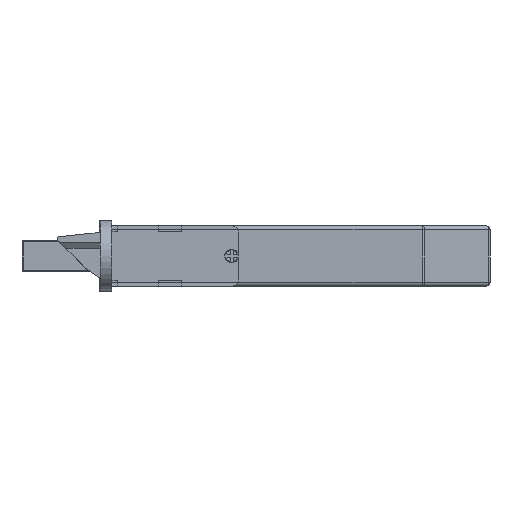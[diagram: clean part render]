
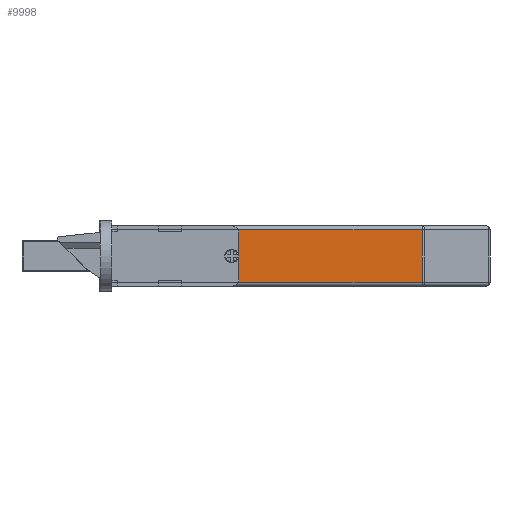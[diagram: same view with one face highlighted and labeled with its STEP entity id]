
A CAD part, front view. The second image highlights one B-rep face of the part: STEP entity #9998.
In plain terms, the highlighted planar face has unit normal (0, -1, 0).
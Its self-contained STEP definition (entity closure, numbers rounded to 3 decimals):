
#71 = DIRECTION ( 'NONE',  ( 0., 0., -1. ) ) ;
#80 = LINE ( 'NONE', #3317, #726 ) ;
#265 = CARTESIAN_POINT ( 'NONE',  ( 44.75, -14.7, 4.25 ) ) ;
#478 = DIRECTION ( 'NONE',  ( 0., -1., 0. ) ) ;
#726 = VECTOR ( 'NONE', #6492, 1000. ) ;
#1039 = EDGE_LOOP ( 'NONE', ( #10443, #7471, #5522, #5704 ) ) ;
#1237 = LINE ( 'NONE', #6225, #1661 ) ;
#1613 = CARTESIAN_POINT ( 'NONE',  ( 14., -14.7, 12.75 ) ) ;
#1661 = VECTOR ( 'NONE', #7680, 1000. ) ;
#2744 = VERTEX_POINT ( 'NONE', #6691 ) ;
#2926 = EDGE_CURVE ( 'NONE', #2744, #6000, #1237, .T. ) ;
#3098 = CARTESIAN_POINT ( 'NONE',  ( 14., -14.7, -1.75 ) ) ;
#3317 = CARTESIAN_POINT ( 'NONE',  ( 93.586, -14.7, -1.75 ) ) ;
#3640 = FACE_BOUND ( 'NONE', #3874, .T. ) ;
#3751 = VERTEX_POINT ( 'NONE', #6084 ) ;
#3779 = DIRECTION ( 'NONE',  ( 0., 0., -1. ) ) ;
#3874 = EDGE_LOOP ( 'NONE', ( #4409, #9497 ) ) ;
#3888 = EDGE_CURVE ( 'NONE', #2744, #5619, #8655, .T. ) ;
#3909 = VERTEX_POINT ( 'NONE', #3978 ) ;
#3978 = CARTESIAN_POINT ( 'NONE',  ( 93.586, -14.7, 12.75 ) ) ;
#4210 = DIRECTION ( 'NONE',  ( 0., -1., 0. ) ) ;
#4369 = AXIS2_PLACEMENT_3D ( 'NONE', #6533, #4210, #71 ) ;
#4409 = ORIENTED_EDGE ( 'NONE', *, *, #8367, .F. ) ;
#5233 = PLANE ( 'NONE',  #6805 ) ;
#5453 = CARTESIAN_POINT ( 'NONE',  ( 14., -14.7, -1.75 ) ) ;
#5522 = ORIENTED_EDGE ( 'NONE', *, *, #5639, .T. ) ;
#5554 = DIRECTION ( 'NONE',  ( 0., 0., 1. ) ) ;
#5619 = VERTEX_POINT ( 'NONE', #10230 ) ;
#5639 = EDGE_CURVE ( 'NONE', #6000, #3909, #80, .T. ) ;
#5704 = ORIENTED_EDGE ( 'NONE', *, *, #8895, .T. ) ;
#5775 = VECTOR ( 'NONE', #5554, 1000. ) ;
#5845 = AXIS2_PLACEMENT_3D ( 'NONE', #8393, #478, #3779 ) ;
#6000 = VERTEX_POINT ( 'NONE', #7998 ) ;
#6084 = CARTESIAN_POINT ( 'NONE',  ( 44.75, -14.7, 7.75 ) ) ;
#6125 = FACE_OUTER_BOUND ( 'NONE', #1039, .T. ) ;
#6225 = CARTESIAN_POINT ( 'NONE',  ( 94., -14.7, -0.75 ) ) ;
#6492 = DIRECTION ( 'NONE',  ( 0., 0., 1. ) ) ;
#6533 = CARTESIAN_POINT ( 'NONE',  ( 44.75, -14.7, 6. ) ) ;
#6691 = CARTESIAN_POINT ( 'NONE',  ( 14., -14.7, -0.75 ) ) ;
#6767 = EDGE_CURVE ( 'NONE', #3751, #10344, #10042, .T. ) ;
#6805 = AXIS2_PLACEMENT_3D ( 'NONE', #3098, #8416, #10058 ) ;
#7298 = DIRECTION ( 'NONE',  ( -1., 0., 0. ) ) ;
#7471 = ORIENTED_EDGE ( 'NONE', *, *, #2926, .T. ) ;
#7680 = DIRECTION ( 'NONE',  ( 1., 0., 0. ) ) ;
#7998 = CARTESIAN_POINT ( 'NONE',  ( 93.586, -14.7, -0.75 ) ) ;
#8245 = VECTOR ( 'NONE', #7298, 1000. ) ;
#8367 = EDGE_CURVE ( 'NONE', #10344, #3751, #9577, .T. ) ;
#8393 = CARTESIAN_POINT ( 'NONE',  ( 44.75, -14.7, 6. ) ) ;
#8416 = DIRECTION ( 'NONE',  ( 0., -1., 0. ) ) ;
#8655 = LINE ( 'NONE', #5453, #5775 ) ;
#8895 = EDGE_CURVE ( 'NONE', #3909, #5619, #9608, .T. ) ;
#9497 = ORIENTED_EDGE ( 'NONE', *, *, #6767, .F. ) ;
#9577 = CIRCLE ( 'NONE', #4369, 1.75 ) ;
#9608 = LINE ( 'NONE', #1613, #8245 ) ;
#9998 = ADVANCED_FACE ( 'NONE', ( #3640, #6125 ), #5233, .T. ) ;
#10042 = CIRCLE ( 'NONE', #5845, 1.75 ) ;
#10058 = DIRECTION ( 'NONE',  ( 1., 0., 0. ) ) ;
#10230 = CARTESIAN_POINT ( 'NONE',  ( 14., -14.7, 12.75 ) ) ;
#10344 = VERTEX_POINT ( 'NONE', #265 ) ;
#10443 = ORIENTED_EDGE ( 'NONE', *, *, #3888, .F. ) ;
